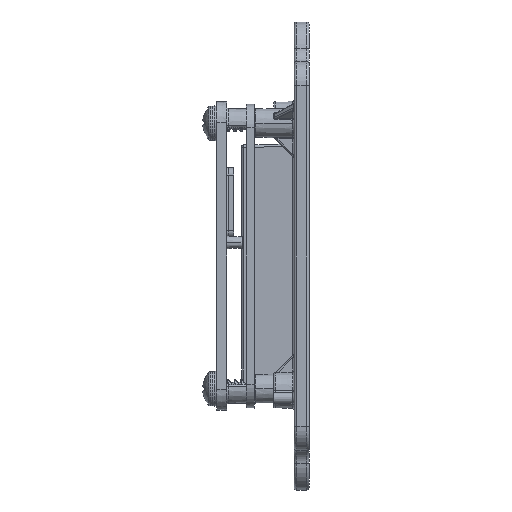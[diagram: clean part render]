
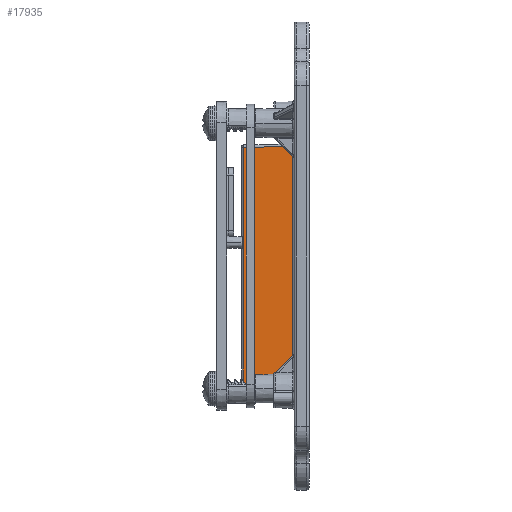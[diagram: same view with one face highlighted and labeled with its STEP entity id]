
A CAD part, left-side view. The second image highlights one B-rep face of the part: STEP entity #17935.
In plain terms, the highlighted planar face has unit normal (-1, 0.018, 0).
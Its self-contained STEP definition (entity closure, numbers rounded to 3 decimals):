
#1426=DIRECTION('',(0.,0.,1.));
#1427=VECTOR('',#1426,48.144);
#1428=CARTESIAN_POINT('',(24.678,13.205,-26.322));
#1429=LINE('',#1428,#1427);
#1430=DIRECTION('',(0.017,1.,-0.017));
#1431=VECTOR('',#1430,9.913);
#1432=CARTESIAN_POINT('',(24.505,3.295,21.995));
#1433=LINE('',#1432,#1431);
#1434=DIRECTION('',(0.,0.,1.));
#1435=VECTOR('',#1434,48.49);
#1436=CARTESIAN_POINT('',(24.505,3.295,-26.495));
#1437=LINE('',#1436,#1435);
#1438=DIRECTION('',(-0.017,-1.,-0.017));
#1439=VECTOR('',#1438,9.913);
#1440=CARTESIAN_POINT('',(24.678,13.205,-26.322));
#1441=LINE('',#1440,#1439);
#1453=CARTESIAN_POINT('',(24.678,13.205,-26.322));
#14823=CARTESIAN_POINT('',(24.505,3.295,
-26.495));
#14824=CARTESIAN_POINT('',(24.505,3.295,21.995));
#14825=VERTEX_POINT('',#14823);
#14826=VERTEX_POINT('',#14824);
#14954=VERTEX_POINT('',#1453);
#14957=CARTESIAN_POINT('',(24.678,13.205,21.822));
#14958=VERTEX_POINT('',#14957);
#17923=CARTESIAN_POINT('',(24.5,3.,-29.305));
#17924=DIRECTION('',(-1.,0.017,0.));
#17925=DIRECTION('',(0.,0.,1.));
#17926=AXIS2_PLACEMENT_3D('',#17923,#17924,#17925);
#17927=PLANE('',#17926);
#17928=ORIENTED_EDGE('',*,*,#17916,.T.);
#17929=ORIENTED_EDGE('',*,*,#17835,.F.);
#17930=ORIENTED_EDGE('',*,*,#17296,.F.);
#17932=ORIENTED_EDGE('',*,*,#17931,.F.);
#17933=EDGE_LOOP('',(#17928,#17929,#17930,#17932));
#17934=FACE_OUTER_BOUND('',#17933,.F.);
#17935=ADVANCED_FACE('',(#17934),#17927,.T.);
#17296=EDGE_CURVE('',#14825,#14826,#1437,.T.);
#17835=EDGE_CURVE('',#14826,#14958,#1433,.T.);
#17916=EDGE_CURVE('',#14954,#14958,#1429,.T.);
#17931=EDGE_CURVE('',#14954,#14825,#1441,.T.);
